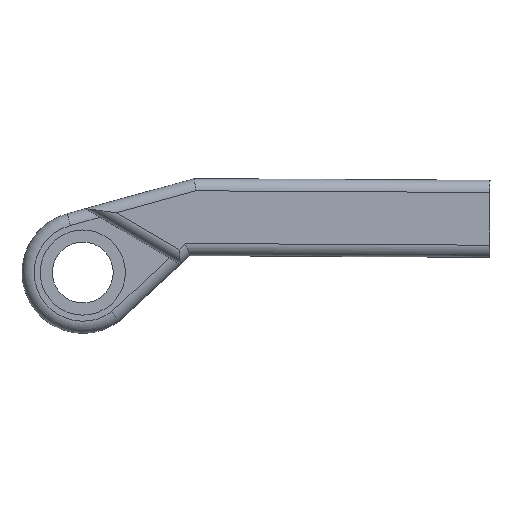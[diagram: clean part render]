
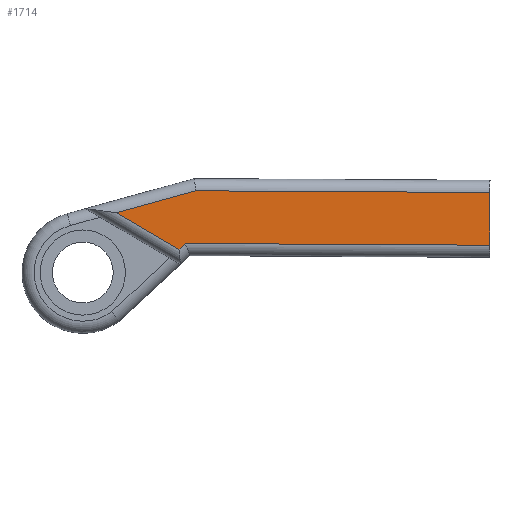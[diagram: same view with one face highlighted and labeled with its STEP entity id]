
A CAD part, front view. The second image highlights one B-rep face of the part: STEP entity #1714.
In plain terms, the highlighted planar face has unit normal (0, -1, 0).
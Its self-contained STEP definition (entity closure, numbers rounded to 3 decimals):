
#291 = CYLINDRICAL_SURFACE('',#292,3.);
#292 = AXIS2_PLACEMENT_3D('',#293,#294,#295);
#293 = CARTESIAN_POINT('',(-405.444,-16.,348.459));
#294 = DIRECTION('',(0.733,0.,0.68));
#295 = DIRECTION('',(0.68,0.,-0.733)
  );
#711 = CYLINDRICAL_SURFACE('',#712,3.);
#712 = AXIS2_PLACEMENT_3D('',#713,#714,#715);
#713 = CARTESIAN_POINT('',(-426.024,-16.,357.104));
#714 = DIRECTION('',(0.964,0.,0.266));
#715 = DIRECTION('',(-0.266,0.,0.964)
  );
#743 = CYLINDRICAL_SURFACE('',#744,3.);
#744 = AXIS2_PLACEMENT_3D('',#745,#746,#747);
#745 = CARTESIAN_POINT('',(-401.075,-16.,351.405));
#746 = DIRECTION('',(1.,0.,
    -0.006));
#747 = DIRECTION('',(-0.006,0.,
    -1.));
#771 = PLANE('',#772);
#772 = AXIS2_PLACEMENT_3D('',#773,#774,#775);
#773 = CARTESIAN_POINT('',(-327.116,0.,
    366.989));
#774 = DIRECTION('',(1.,0.,
    -0.006));
#775 = DIRECTION('',(-0.006,0.,
    -1.));
#875 = VERTEX_POINT('',#876);
#876 = CARTESIAN_POINT('',(-403.809,-19.,349.976));
#897 = CYLINDRICAL_SURFACE('',#898,3.);
#898 = AXIS2_PLACEMENT_3D('',#899,#900,#901);
#899 = CARTESIAN_POINT('',(-401.886,-16.,348.848));
#900 = DIRECTION('',(-0.863,0.,0.506)
  );
#901 = DIRECTION('',(0.,-1.,0.));
#915 = EDGE_CURVE('',#875,#916,#918,.T.);
#916 = VERTEX_POINT('',#917);
#917 = CARTESIAN_POINT('',(-402.262,-19.,351.412));
#918 = SURFACE_CURVE('',#919,(#923,#930),.PCURVE_S1.);
#919 = LINE('',#920,#921);
#920 = CARTESIAN_POINT('',(-405.444,-19.,348.459));
#921 = VECTOR('',#922,1.);
#922 = DIRECTION('',(0.733,0.,0.68));
#923 = PCURVE('',#291,#924);
#924 = DEFINITIONAL_REPRESENTATION('',(#925),#929);
#925 = LINE('',#926,#927);
#926 = CARTESIAN_POINT('',(-1.571,0.));
#927 = VECTOR('',#928,1.);
#928 = DIRECTION('',(-0.,1.));
#929 = ( GEOMETRIC_REPRESENTATION_CONTEXT(2) 
PARAMETRIC_REPRESENTATION_CONTEXT() REPRESENTATION_CONTEXT('2D SPACE',''
  ) );
#930 = PCURVE('',#931,#936);
#931 = PLANE('',#932);
#932 = AXIS2_PLACEMENT_3D('',#933,#934,#935);
#933 = CARTESIAN_POINT('',(-384.405,-19.,353.715));
#934 = DIRECTION('',(0.,-1.,0.));
#935 = DIRECTION('',(0.,0.,-1.));
#936 = DEFINITIONAL_REPRESENTATION('',(#937),#941);
#937 = LINE('',#938,#939);
#938 = CARTESIAN_POINT('',(5.256,-21.039));
#939 = VECTOR('',#940,1.);
#940 = DIRECTION('',(-0.68,0.733));
#941 = ( GEOMETRIC_REPRESENTATION_CONTEXT(2) 
PARAMETRIC_REPRESENTATION_CONTEXT() REPRESENTATION_CONTEXT('2D SPACE',''
  ) );
#1374 = CYLINDRICAL_SURFACE('',#1375,3.);
#1375 = AXIS2_PLACEMENT_3D('',#1376,#1377,#1378);
#1376 = CARTESIAN_POINT('',(-400.056,-16.,364.4));
#1377 = DIRECTION('',(1.,0.,
    -0.006));
#1378 = DIRECTION('',(0.006,0.,
    1.));
#1434 = VERTEX_POINT('',#1435);
#1435 = CARTESIAN_POINT('',(-419.186,-19.,358.994));
#1469 = EDGE_CURVE('',#1434,#1470,#1472,.T.);
#1470 = VERTEX_POINT('',#1471);
#1471 = CARTESIAN_POINT('',(-399.64,-19.,364.397));
#1472 = SURFACE_CURVE('',#1473,(#1477,#1484),.PCURVE_S1.);
#1473 = LINE('',#1474,#1475);
#1474 = CARTESIAN_POINT('',(-426.024,-19.,357.104));
#1475 = VECTOR('',#1476,1.);
#1476 = DIRECTION('',(0.964,0.,0.266)
  );
#1477 = PCURVE('',#711,#1478);
#1478 = DEFINITIONAL_REPRESENTATION('',(#1479),#1483);
#1479 = LINE('',#1480,#1481);
#1480 = CARTESIAN_POINT('',(1.571,0.));
#1481 = VECTOR('',#1482,1.);
#1482 = DIRECTION('',(0.,1.));
#1483 = ( GEOMETRIC_REPRESENTATION_CONTEXT(2) 
PARAMETRIC_REPRESENTATION_CONTEXT() REPRESENTATION_CONTEXT('2D SPACE',''
  ) );
#1484 = PCURVE('',#931,#1485);
#1485 = DEFINITIONAL_REPRESENTATION('',(#1486),#1490);
#1486 = LINE('',#1487,#1488);
#1487 = CARTESIAN_POINT('',(-3.389,-41.619));
#1488 = VECTOR('',#1489,1.);
#1489 = DIRECTION('',(-0.266,0.964));
#1490 = ( GEOMETRIC_REPRESENTATION_CONTEXT(2) 
PARAMETRIC_REPRESENTATION_CONTEXT() REPRESENTATION_CONTEXT('2D SPACE',''
  ) );
#1563 = EDGE_CURVE('',#916,#1564,#1566,.T.);
#1564 = VERTEX_POINT('',#1565);
#1565 = CARTESIAN_POINT('',(-327.206,-19.,350.99));
#1566 = SURFACE_CURVE('',#1567,(#1571,#1578),.PCURVE_S1.);
#1567 = LINE('',#1568,#1569);
#1568 = CARTESIAN_POINT('',(-401.075,-19.,351.405));
#1569 = VECTOR('',#1570,1.);
#1570 = DIRECTION('',(1.,0.,
    -0.006));
#1571 = PCURVE('',#743,#1572);
#1572 = DEFINITIONAL_REPRESENTATION('',(#1573),#1577);
#1573 = LINE('',#1574,#1575);
#1574 = CARTESIAN_POINT('',(-1.571,0.));
#1575 = VECTOR('',#1576,1.);
#1576 = DIRECTION('',(-0.,1.));
#1577 = ( GEOMETRIC_REPRESENTATION_CONTEXT(2) 
PARAMETRIC_REPRESENTATION_CONTEXT() REPRESENTATION_CONTEXT('2D SPACE',''
  ) );
#1578 = PCURVE('',#931,#1579);
#1579 = DEFINITIONAL_REPRESENTATION('',(#1580),#1584);
#1580 = LINE('',#1581,#1582);
#1581 = CARTESIAN_POINT('',(2.31,-16.67));
#1582 = VECTOR('',#1583,1.);
#1583 = DIRECTION('',(0.006,1.));
#1584 = ( GEOMETRIC_REPRESENTATION_CONTEXT(2) 
PARAMETRIC_REPRESENTATION_CONTEXT() REPRESENTATION_CONTEXT('2D SPACE',''
  ) );
#1618 = VERTEX_POINT('',#1619);
#1619 = CARTESIAN_POINT('',(-327.133,-19.,363.989));
#1641 = EDGE_CURVE('',#1618,#1564,#1642,.T.);
#1642 = SURFACE_CURVE('',#1643,(#1647,#1654),.PCURVE_S1.);
#1643 = LINE('',#1644,#1645);
#1644 = CARTESIAN_POINT('',(-327.116,-19.,366.989));
#1645 = VECTOR('',#1646,1.);
#1646 = DIRECTION('',(-0.006,0.,
    -1.));
#1647 = PCURVE('',#771,#1648);
#1648 = DEFINITIONAL_REPRESENTATION('',(#1649),#1653);
#1649 = LINE('',#1650,#1651);
#1650 = CARTESIAN_POINT('',(0.,-19.));
#1651 = VECTOR('',#1652,1.);
#1652 = DIRECTION('',(1.,0.));
#1653 = ( GEOMETRIC_REPRESENTATION_CONTEXT(2) 
PARAMETRIC_REPRESENTATION_CONTEXT() REPRESENTATION_CONTEXT('2D SPACE',''
  ) );
#1654 = PCURVE('',#931,#1655);
#1655 = DEFINITIONAL_REPRESENTATION('',(#1656),#1660);
#1656 = LINE('',#1657,#1658);
#1657 = CARTESIAN_POINT('',(-13.274,57.289));
#1658 = VECTOR('',#1659,1.);
#1659 = DIRECTION('',(1.,-0.006));
#1660 = ( GEOMETRIC_REPRESENTATION_CONTEXT(2) 
PARAMETRIC_REPRESENTATION_CONTEXT() REPRESENTATION_CONTEXT('2D SPACE',''
  ) );
#1694 = EDGE_CURVE('',#875,#1434,#1695,.T.);
#1695 = SURFACE_CURVE('',#1696,(#1700,#1707),.PCURVE_S1.);
#1696 = LINE('',#1697,#1698);
#1697 = CARTESIAN_POINT('',(-401.886,-19.,348.848));
#1698 = VECTOR('',#1699,1.);
#1699 = DIRECTION('',(-0.863,0.,0.506)
  );
#1700 = PCURVE('',#897,#1701);
#1701 = DEFINITIONAL_REPRESENTATION('',(#1702),#1706);
#1702 = LINE('',#1703,#1704);
#1703 = CARTESIAN_POINT('',(-0.,0.));
#1704 = VECTOR('',#1705,1.);
#1705 = DIRECTION('',(-0.,1.));
#1706 = ( GEOMETRIC_REPRESENTATION_CONTEXT(2) 
PARAMETRIC_REPRESENTATION_CONTEXT() REPRESENTATION_CONTEXT('2D SPACE',''
  ) );
#1707 = PCURVE('',#931,#1708);
#1708 = DEFINITIONAL_REPRESENTATION('',(#1709),#1713);
#1709 = LINE('',#1710,#1711);
#1710 = CARTESIAN_POINT('',(4.867,-17.481));
#1711 = VECTOR('',#1712,1.);
#1712 = DIRECTION('',(-0.506,-0.863));
#1713 = ( GEOMETRIC_REPRESENTATION_CONTEXT(2) 
PARAMETRIC_REPRESENTATION_CONTEXT() REPRESENTATION_CONTEXT('2D SPACE',''
  ) );
#1714 = ADVANCED_FACE('',(#1715),#931,.T.);
#1715 = FACE_BOUND('',#1716,.T.);
#1716 = EDGE_LOOP('',(#1717,#1718,#1739,#1740,#1741,#1742));
#1717 = ORIENTED_EDGE('',*,*,#1641,.F.);
#1718 = ORIENTED_EDGE('',*,*,#1719,.F.);
#1719 = EDGE_CURVE('',#1470,#1618,#1720,.T.);
#1720 = SURFACE_CURVE('',#1721,(#1725,#1732),.PCURVE_S1.);
#1721 = LINE('',#1722,#1723);
#1722 = CARTESIAN_POINT('',(-400.056,-19.,364.4));
#1723 = VECTOR('',#1724,1.);
#1724 = DIRECTION('',(1.,0.,
    -0.006));
#1725 = PCURVE('',#931,#1726);
#1726 = DEFINITIONAL_REPRESENTATION('',(#1727),#1731);
#1727 = LINE('',#1728,#1729);
#1728 = CARTESIAN_POINT('',(-10.684,-15.651));
#1729 = VECTOR('',#1730,1.);
#1730 = DIRECTION('',(0.006,1.));
#1731 = ( GEOMETRIC_REPRESENTATION_CONTEXT(2) 
PARAMETRIC_REPRESENTATION_CONTEXT() REPRESENTATION_CONTEXT('2D SPACE',''
  ) );
#1732 = PCURVE('',#1374,#1733);
#1733 = DEFINITIONAL_REPRESENTATION('',(#1734),#1738);
#1734 = LINE('',#1735,#1736);
#1735 = CARTESIAN_POINT('',(1.571,0.));
#1736 = VECTOR('',#1737,1.);
#1737 = DIRECTION('',(0.,1.));
#1738 = ( GEOMETRIC_REPRESENTATION_CONTEXT(2) 
PARAMETRIC_REPRESENTATION_CONTEXT() REPRESENTATION_CONTEXT('2D SPACE',''
  ) );
#1739 = ORIENTED_EDGE('',*,*,#1469,.F.);
#1740 = ORIENTED_EDGE('',*,*,#1694,.F.);
#1741 = ORIENTED_EDGE('',*,*,#915,.T.);
#1742 = ORIENTED_EDGE('',*,*,#1563,.T.);
